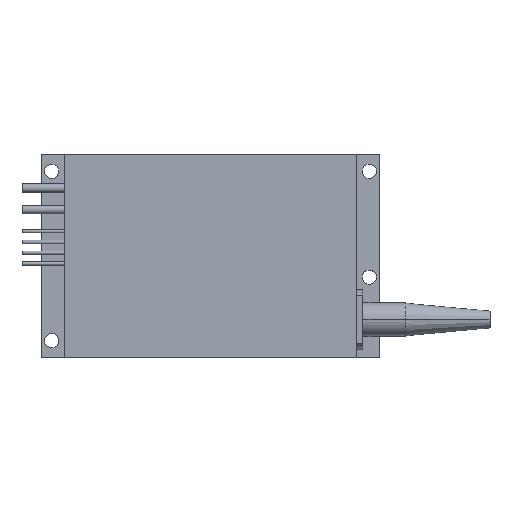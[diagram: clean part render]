
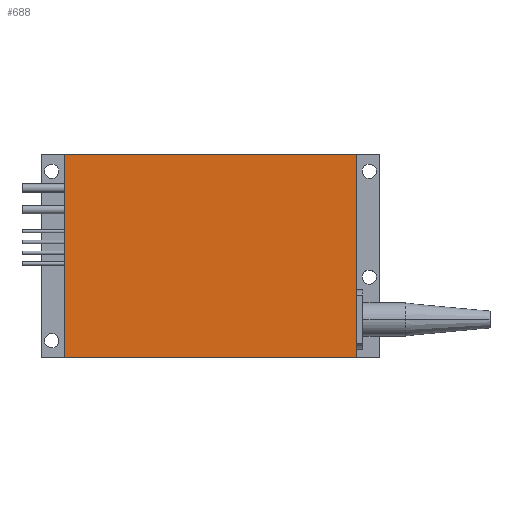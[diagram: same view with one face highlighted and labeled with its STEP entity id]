
A CAD part, top view. The second image highlights one B-rep face of the part: STEP entity #688.
In plain terms, the highlighted planar face has unit normal (0, 0, 1).
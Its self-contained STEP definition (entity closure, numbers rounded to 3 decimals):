
#21 = CARTESIAN_POINT ( 'NONE',  ( 5.5, 0., 16. ) ) ;
#74 = EDGE_CURVE ( 'NONE', #1100, #1662, #485, .T. ) ;
#102 = VECTOR ( 'NONE', #1422, 1000. ) ;
#103 = ORIENTED_EDGE ( 'NONE', *, *, #1661, .T. ) ;
#104 = EDGE_CURVE ( 'NONE', #1662, #1870, #693, .T. ) ;
#138 = VECTOR ( 'NONE', #220, 1000. ) ;
#187 = DIRECTION ( 'NONE',  ( 0., -1., 0. ) ) ;
#220 = DIRECTION ( 'NONE',  ( 1., 0., 0. ) ) ;
#419 = VECTOR ( 'NONE', #652, 1000. ) ;
#446 = ORIENTED_EDGE ( 'NONE', *, *, #104, .T. ) ;
#485 = LINE ( 'NONE', #773, #138 ) ;
#564 = EDGE_CURVE ( 'NONE', #1627, #1100, #1556, .T. ) ;
#652 = DIRECTION ( 'NONE',  ( 0., 1., 0. ) ) ;
#688 = ADVANCED_FACE ( 'NONE', ( #1671 ), #1701, .T. ) ;
#693 = LINE ( 'NONE', #931, #419 ) ;
#743 = CARTESIAN_POINT ( 'NONE',  ( 74.5, 48., 16. ) ) ;
#773 = CARTESIAN_POINT ( 'NONE',  ( 5.5, 0., 16. ) ) ;
#851 = CARTESIAN_POINT ( 'NONE',  ( 5.5, 48., 16. ) ) ;
#931 = CARTESIAN_POINT ( 'NONE',  ( 74.5, 48., 16. ) ) ;
#965 = VECTOR ( 'NONE', #187, 1000. ) ;
#973 = ORIENTED_EDGE ( 'NONE', *, *, #74, .T. ) ;
#996 = CARTESIAN_POINT ( 'NONE',  ( 5.5, 48., 16. ) ) ;
#1100 = VERTEX_POINT ( 'NONE', #21 ) ;
#1116 = DIRECTION ( 'NONE',  ( 1., 0., 0. ) ) ;
#1270 = EDGE_LOOP ( 'NONE', ( #1379, #973, #446, #103 ) ) ;
#1285 = LINE ( 'NONE', #996, #102 ) ;
#1303 = CARTESIAN_POINT ( 'NONE',  ( 74.5, 0., 16. ) ) ;
#1366 = CARTESIAN_POINT ( 'NONE',  ( 5.5, 48., 16. ) ) ;
#1379 = ORIENTED_EDGE ( 'NONE', *, *, #564, .T. ) ;
#1422 = DIRECTION ( 'NONE',  ( -1., 0., 0. ) ) ;
#1556 = LINE ( 'NONE', #1366, #965 ) ;
#1627 = VERTEX_POINT ( 'NONE', #851 ) ;
#1661 = EDGE_CURVE ( 'NONE', #1870, #1627, #1285, .T. ) ;
#1662 = VERTEX_POINT ( 'NONE', #1303 ) ;
#1671 = FACE_OUTER_BOUND ( 'NONE', #1270, .T. ) ;
#1701 = PLANE ( 'NONE',  #1808 ) ;
#1708 = DIRECTION ( 'NONE',  ( 0., 0., 1. ) ) ;
#1808 = AXIS2_PLACEMENT_3D ( 'NONE', #1840, #1708, #1116 ) ;
#1840 = CARTESIAN_POINT ( 'NONE',  ( 0., 0., 16. ) ) ;
#1870 = VERTEX_POINT ( 'NONE', #743 ) ;
